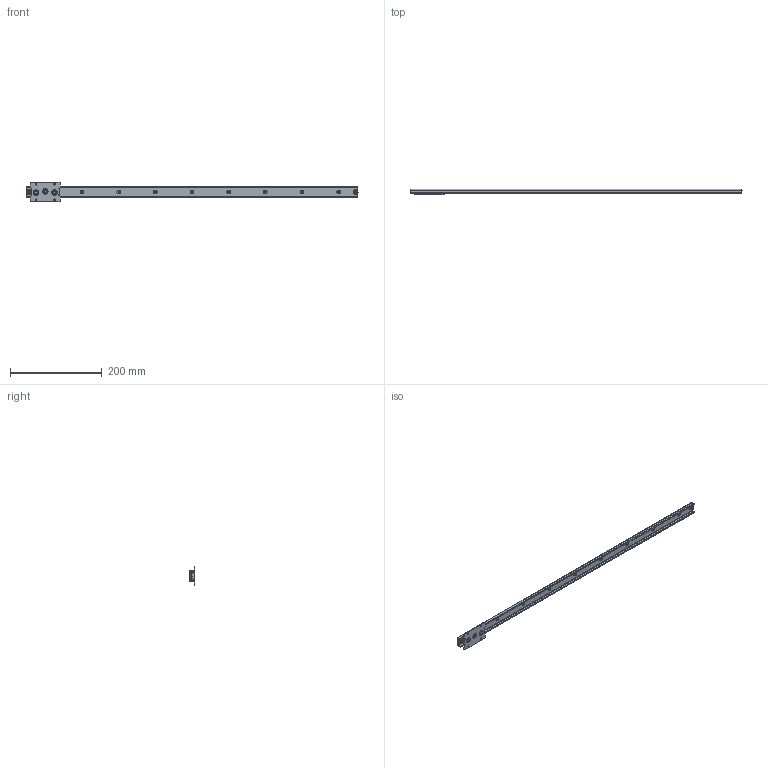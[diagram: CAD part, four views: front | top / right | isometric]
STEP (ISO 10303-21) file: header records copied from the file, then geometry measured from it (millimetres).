
FILE_DESCRIPTION((''),'2;1');
FILE_NAME('','2008-04-30T18:15:22',(''),(''),'','CADfix','');
FILE_SCHEMA(('AUTOMOTIVE_DESIGN { 1 0 10303 214 1 1 1 1 }'));
Length unit declared in the file: millimetre
Bounding box: 723.97 x 12 x 42 mm (x, y, z)
Volume: 62472 mm3; surface area: 65453.1 mm2
Topology: 7 solids, 7 shells, 232 faces, 750 edges, 544 vertices
Faces by surface type: bspline 232
Entity records: 9016 total; most frequent: CARTESIAN_POINT 4968, ORIENTED_EDGE 1484, EDGE_CURVE 742, VERTEX_POINT 540, EDGE_LOOP 282, QUASI_UNIFORM_CURVE 260, FACE_OUTER_BOUND 232, ADVANCED_FACE 232
